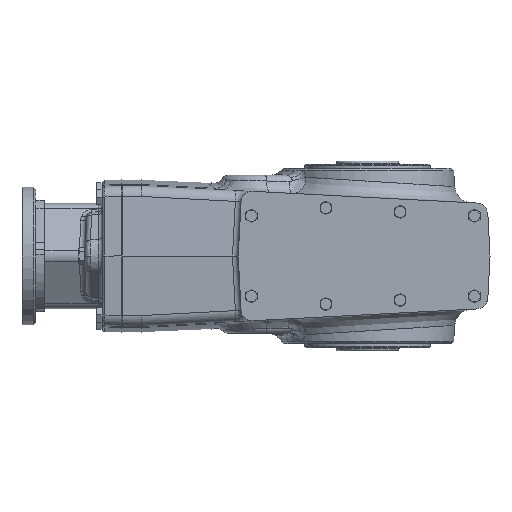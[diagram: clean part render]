
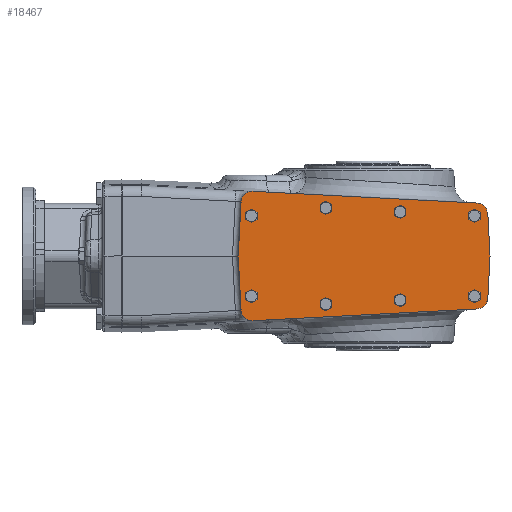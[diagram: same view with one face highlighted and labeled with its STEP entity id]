
A CAD part, front view. The second image highlights one B-rep face of the part: STEP entity #18467.
In plain terms, the highlighted planar face has unit normal (0, -1, 0).
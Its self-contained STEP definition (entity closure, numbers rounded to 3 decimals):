
#1096=LINE('',#26559,#1712);
#1126=LINE('',#26659,#1742);
#1139=LINE('',#28764,#1755);
#1142=LINE('',#28770,#1758);
#1145=LINE('',#28776,#1761);
#1149=LINE('',#28784,#1765);
#1712=VECTOR('',#21904,1000.);
#1742=VECTOR('',#21956,1000.);
#1755=VECTOR('',#22329,1000.);
#1758=VECTOR('',#22334,1000.);
#1761=VECTOR('',#22339,1000.);
#1765=VECTOR('',#22345,1000.);
#2190=PLANE('',#19697);
#4332=ORIENTED_EDGE('',*,*,#6818,.T.);
#4333=ORIENTED_EDGE('',*,*,#6819,.T.);
#4334=ORIENTED_EDGE('',*,*,#6820,.T.);
#4335=ORIENTED_EDGE('',*,*,#6821,.T.);
#4336=ORIENTED_EDGE('',*,*,#6822,.T.);
#4337=ORIENTED_EDGE('',*,*,#6823,.T.);
#4338=ORIENTED_EDGE('',*,*,#6824,.T.);
#4339=ORIENTED_EDGE('',*,*,#6825,.T.);
#4340=ORIENTED_EDGE('',*,*,#6592,.F.);
#4341=ORIENTED_EDGE('',*,*,#6826,.T.);
#4342=ORIENTED_EDGE('',*,*,#6810,.F.);
#4343=ORIENTED_EDGE('',*,*,#6827,.T.);
#4344=ORIENTED_EDGE('',*,*,#6807,.F.);
#4345=ORIENTED_EDGE('',*,*,#6817,.F.);
#4346=ORIENTED_EDGE('',*,*,#6828,.T.);
#4347=ORIENTED_EDGE('',*,*,#6813,.F.);
#4348=ORIENTED_EDGE('',*,*,#6829,.T.);
#4349=ORIENTED_EDGE('',*,*,#6556,.F.);
#6556=EDGE_CURVE('',#8061,#8062,#1096,.T.);
#6592=EDGE_CURVE('',#8091,#8061,#1126,.T.);
#6807=EDGE_CURVE('',#8201,#8202,#1139,.T.);
#6810=EDGE_CURVE('',#8203,#8204,#1142,.T.);
#6813=EDGE_CURVE('',#8205,#8206,#1145,.T.);
#6817=EDGE_CURVE('',#8207,#8201,#1149,.T.);
#6818=EDGE_CURVE('',#8208,#8208,#9066,.T.);
#6819=EDGE_CURVE('',#8209,#8209,#9067,.T.);
#6820=EDGE_CURVE('',#8210,#8210,#9068,.T.);
#6821=EDGE_CURVE('',#8211,#8211,#9069,.T.);
#6822=EDGE_CURVE('',#8212,#8212,#9070,.T.);
#6823=EDGE_CURVE('',#8213,#8213,#9071,.T.);
#6824=EDGE_CURVE('',#8214,#8214,#9072,.T.);
#6825=EDGE_CURVE('',#8215,#8215,#9073,.T.);
#6826=EDGE_CURVE('',#8091,#8204,#9074,.T.);
#6827=EDGE_CURVE('',#8203,#8202,#9075,.T.);
#6828=EDGE_CURVE('',#8207,#8206,#9076,.T.);
#6829=EDGE_CURVE('',#8205,#8062,#9077,.T.);
#8061=VERTEX_POINT('',#26558);
#8062=VERTEX_POINT('',#26560);
#8091=VERTEX_POINT('',#26658);
#8201=VERTEX_POINT('',#28765);
#8202=VERTEX_POINT('',#28766);
#8203=VERTEX_POINT('',#28771);
#8204=VERTEX_POINT('',#28772);
#8205=VERTEX_POINT('',#28777);
#8206=VERTEX_POINT('',#28778);
#8207=VERTEX_POINT('',#28783);
#8208=VERTEX_POINT('',#28787);
#8209=VERTEX_POINT('',#28789);
#8210=VERTEX_POINT('',#28791);
#8211=VERTEX_POINT('',#28793);
#8212=VERTEX_POINT('',#28795);
#8213=VERTEX_POINT('',#28797);
#8214=VERTEX_POINT('',#28799);
#8215=VERTEX_POINT('',#28801);
#9066=CIRCLE('',#19698,4.35);
#9067=CIRCLE('',#19699,4.35);
#9068=CIRCLE('',#19700,4.35);
#9069=CIRCLE('',#19701,4.35);
#9070=CIRCLE('',#19702,4.35);
#9071=CIRCLE('',#19703,4.35);
#9072=CIRCLE('',#19704,4.35);
#9073=CIRCLE('',#19705,4.35);
#9074=CIRCLE('',#19706,10.);
#9075=CIRCLE('',#19707,10.);
#9076=CIRCLE('',#19708,10.);
#9077=CIRCLE('',#19709,10.);
#9968=EDGE_LOOP('',(#4332));
#9969=EDGE_LOOP('',(#4333));
#9970=EDGE_LOOP('',(#4334));
#9971=EDGE_LOOP('',(#4335));
#9972=EDGE_LOOP('',(#4336));
#9973=EDGE_LOOP('',(#4337));
#9974=EDGE_LOOP('',(#4338));
#9975=EDGE_LOOP('',(#4339));
#9976=EDGE_LOOP('',(#4340,#4341,#4342,#4343,#4344,#4345,#4346,#4347,#4348,
#4349));
#11183=FACE_BOUND('',#9968,.T.);
#11184=FACE_BOUND('',#9969,.T.);
#11185=FACE_BOUND('',#9970,.T.);
#11186=FACE_BOUND('',#9971,.T.);
#11187=FACE_BOUND('',#9972,.T.);
#11188=FACE_BOUND('',#9973,.T.);
#11189=FACE_BOUND('',#9974,.T.);
#11190=FACE_BOUND('',#9975,.T.);
#11191=FACE_BOUND('',#9976,.T.);
#18467=ADVANCED_FACE('',(#11183,#11184,#11185,#11186,#11187,#11188,#11189,
#11190,#11191),#2190,.T.);
#19697=AXIS2_PLACEMENT_3D('',#28785,#22346,#22347);
#19698=AXIS2_PLACEMENT_3D('',#28786,#22348,#22349);
#19699=AXIS2_PLACEMENT_3D('',#28788,#22350,#22351);
#19700=AXIS2_PLACEMENT_3D('',#28790,#22352,#22353);
#19701=AXIS2_PLACEMENT_3D('',#28792,#22354,#22355);
#19702=AXIS2_PLACEMENT_3D('',#28794,#22356,#22357);
#19703=AXIS2_PLACEMENT_3D('',#28796,#22358,#22359);
#19704=AXIS2_PLACEMENT_3D('',#28798,#22360,#22361);
#19705=AXIS2_PLACEMENT_3D('',#28800,#22362,#22363);
#19706=AXIS2_PLACEMENT_3D('',#28802,#22364,#22365);
#19707=AXIS2_PLACEMENT_3D('',#28803,#22366,#22367);
#19708=AXIS2_PLACEMENT_3D('',#28804,#22368,#22369);
#19709=AXIS2_PLACEMENT_3D('',#28805,#22370,#22371);
#21904=DIRECTION('',(0.052,0.,0.999));
#21956=DIRECTION('',(-0.052,0.,0.999));
#22329=DIRECTION('',(-0.052,0.,-0.999));
#22334=DIRECTION('',(-0.999,0.,-0.052));
#22339=DIRECTION('',(0.999,0.,-0.052));
#22345=DIRECTION('',(0.052,0.,-0.999));
#22346=DIRECTION('',(0.,-1.,0.));
#22347=DIRECTION('',(-1.,0.,0.));
#22348=DIRECTION('',(0.,1.,0.));
#22349=DIRECTION('',(1.,0.,0.));
#22350=DIRECTION('',(0.,1.,0.));
#22351=DIRECTION('',(1.,0.,0.));
#22352=DIRECTION('',(0.,1.,0.));
#22353=DIRECTION('',(1.,0.,0.));
#22354=DIRECTION('',(0.,1.,0.));
#22355=DIRECTION('',(1.,0.,0.));
#22356=DIRECTION('',(0.,1.,0.));
#22357=DIRECTION('',(1.,0.,0.));
#22358=DIRECTION('',(0.,1.,0.));
#22359=DIRECTION('',(1.,0.,0.));
#22360=DIRECTION('',(0.,1.,0.));
#22361=DIRECTION('',(1.,0.,0.));
#22362=DIRECTION('',(0.,1.,0.));
#22363=DIRECTION('',(1.,0.,0.));
#22364=DIRECTION('',(0.,-1.,0.));
#22365=DIRECTION('',(-1.,0.,0.));
#22366=DIRECTION('',(0.,-1.,0.));
#22367=DIRECTION('',(-1.,0.,0.));
#22368=DIRECTION('',(0.,-1.,0.));
#22369=DIRECTION('',(-1.,0.,0.));
#22370=DIRECTION('',(0.,-1.,0.));
#22371=DIRECTION('',(-1.,0.,0.));
#26558=CARTESIAN_POINT('',(-113.,-106.,0.));
#26559=CARTESIAN_POINT('',(-113.,-106.,0.));
#26560=CARTESIAN_POINT('',(-110.536,-106.,47.016));
#26658=CARTESIAN_POINT('',(-110.536,-106.,-47.016));
#26659=CARTESIAN_POINT('',(-110.013,-106.,-57.));
#28764=CARTESIAN_POINT('',(107.,-106.,0.));
#28765=CARTESIAN_POINT('',(107.,-106.,0.));
#28766=CARTESIAN_POINT('',(105.071,-106.,-36.806));
#28770=CARTESIAN_POINT('',(104.6,-106.,-45.8));
#28771=CARTESIAN_POINT('',(95.606,-106.,-46.269));
#28772=CARTESIAN_POINT('',(-100.029,-106.,-56.479));
#28776=CARTESIAN_POINT('',(-110.013,-106.,57.));
#28777=CARTESIAN_POINT('',(-100.029,-106.,56.479));
#28778=CARTESIAN_POINT('',(95.606,-106.,46.269));
#28783=CARTESIAN_POINT('',(105.071,-106.,36.806));
#28784=CARTESIAN_POINT('',(104.6,-106.,45.8));
#28785=CARTESIAN_POINT('',(0.,-106.,0.));
#28786=CARTESIAN_POINT('',(-36.5,-106.,42.));
#28787=CARTESIAN_POINT('',(-32.15,-106.,42.));
#28788=CARTESIAN_POINT('',(93.5,-106.,-35.));
#28789=CARTESIAN_POINT('',(97.85,-106.,-35.));
#28790=CARTESIAN_POINT('',(28.5,-106.,-38.5));
#28791=CARTESIAN_POINT('',(32.85,-106.,-38.5));
#28792=CARTESIAN_POINT('',(-36.5,-106.,-42.));
#28793=CARTESIAN_POINT('',(-32.15,-106.,-42.));
#28794=CARTESIAN_POINT('',(28.5,-106.,38.5));
#28795=CARTESIAN_POINT('',(32.85,-106.,38.5));
#28796=CARTESIAN_POINT('',(93.5,-106.,35.));
#28797=CARTESIAN_POINT('',(97.85,-106.,35.));
#28798=CARTESIAN_POINT('',(-101.5,-106.,35.));
#28799=CARTESIAN_POINT('',(-97.15,-106.,35.));
#28800=CARTESIAN_POINT('',(-101.5,-106.,-35.));
#28801=CARTESIAN_POINT('',(-97.15,-106.,-35.));
#28802=CARTESIAN_POINT('',(-100.55,-106.,-46.493));
#28803=CARTESIAN_POINT('',(95.085,-106.,-36.283));
#28804=CARTESIAN_POINT('',(95.085,-106.,36.283));
#28805=CARTESIAN_POINT('',(-100.55,-106.,46.493));
